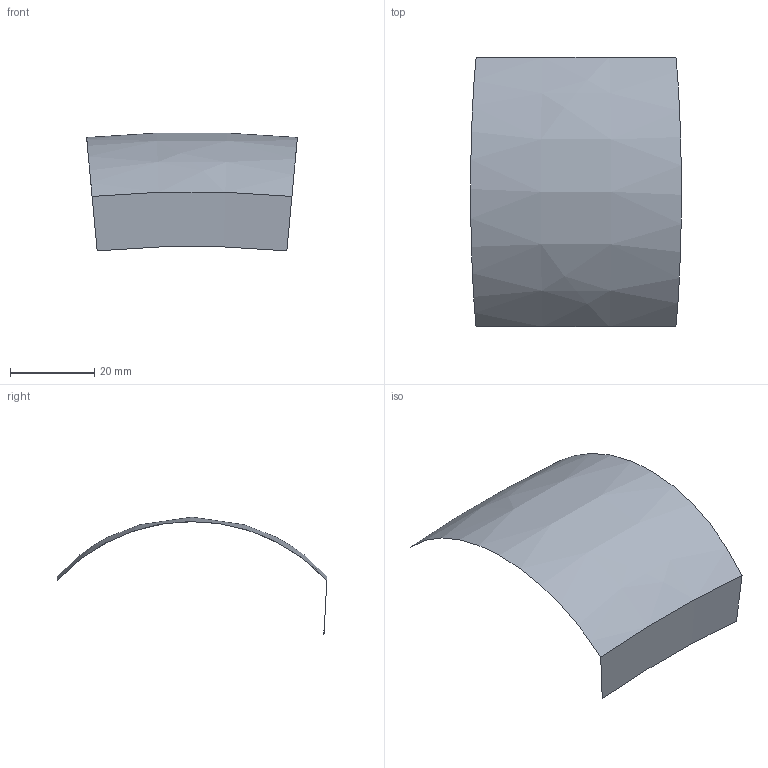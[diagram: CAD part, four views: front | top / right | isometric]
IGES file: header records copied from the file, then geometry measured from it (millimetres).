
Global section: file name: surface_and_curve.igs; native system: NX V10.0; preprocessor: SIEMENS PLM Software NX 10.0; date: 20180802.151413; units: millimetre
Bounding box: 50.01 x 64 x 27.91 mm (x, y, z)
Surface area: 4138.9 mm2 (no closed solid volume)
Topology: 0 solids, 0 shells, 2 faces, 154 edges, 297 vertices
Faces by surface type: bspline 2
